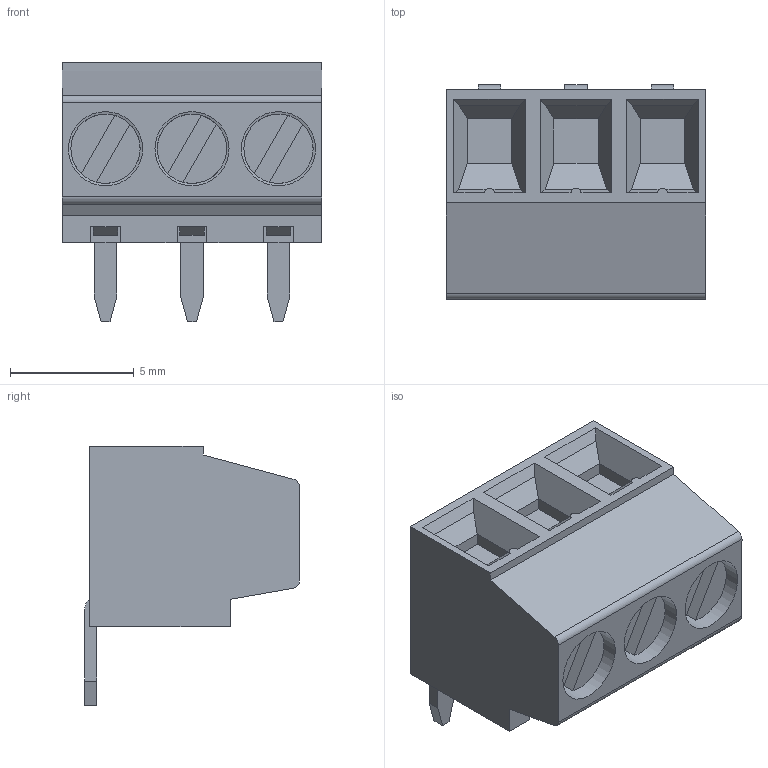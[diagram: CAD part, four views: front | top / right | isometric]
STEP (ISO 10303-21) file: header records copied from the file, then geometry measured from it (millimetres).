
FILE_DESCRIPTION(('STEP AP214'),'1');
FILE_NAME('MV133-3,5-H-L.stp','2021-03-15T15:24:47',(' '),(' '),'Spatial InterOp 3D',' ',' ');
FILE_SCHEMA(('automotive_design'));
Length unit declared in the file: metre
Products named in the file (1): 1
Bounding box: 10.5 x 8.7 x 10.5 mm (x, y, z)
Volume: 521.8 mm3; surface area: 612.1 mm2
Topology: 1 solids, 1 shells, 171 faces, 453 edges, 299 vertices
Faces by surface type: plane 140, cylinder 24, torus 3, cone 3, extrusion 1
Full cylindrical faces by diameter (mm): 2 x3, 2.1 x3, 2.8 x3, 3 x3
Entity records: 6495 total; most frequent: CARTESIAN_POINT 958, ORIENTED_EDGE 852, DIRECTION 819, EDGE_CURVE 426, VECTOR 353, LINE 352, VERTEX_POINT 290, AXIS2_PLACEMENT_3D 233
